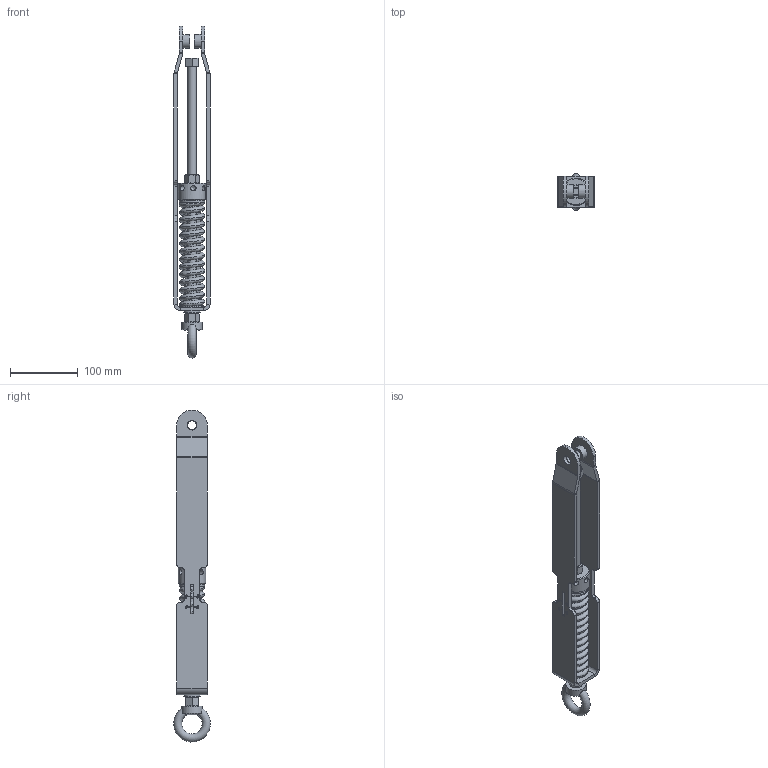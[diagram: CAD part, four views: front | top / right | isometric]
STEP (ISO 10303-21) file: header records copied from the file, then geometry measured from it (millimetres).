
FILE_DESCRIPTION(/* description */ ('PLEASE STATE GENERIC DESCRIPTION'),/* implementation_level */ '2;1');
FILE_NAME(/* name */ '89-LST.stp',/* time_stamp */ '2016-02-09T17:40:59+00:00',/* author */ ('jslaven'),/* organization */ (''),/* preprocessor_version */ 'ST-DEVELOPER v15.2',/* originating_system */ 'Autodesk Inventor 2014',/* authorisation */ '');
FILE_SCHEMA (('CONFIG_CONTROL_DESIGN'));
Products named in the file (1): Part34
Bounding box: 53 x 53.92 x 488.56 mm (x, y, z)
Volume: 348764.3 mm3; surface area: 146109.3 mm2
Topology: 1 solids, 4 shells, 927 faces, 2438 edges, 1597 vertices
Faces by surface type: plane 442, bspline 362, cylinder 67, cone 55, torus 1
Full cylindrical faces by diameter (mm): 8 x7, 10.106 x1, 12 x4, 12.5 x1, 13 x3, 14 x3, 18 x1, 20 x2, 20.5 x1, 22 x1, 24 x1, 30 x1, 33 x1, 37 x1, 40 x1
Entity records: 42888 total; most frequent: CARTESIAN_POINT 21961, ORIENTED_EDGE 4728, DIRECTION 2862, EDGE_CURVE 2364, VERTEX_POINT 1570, LINE 1346, VECTOR 1346, EDGE_LOOP 1074
